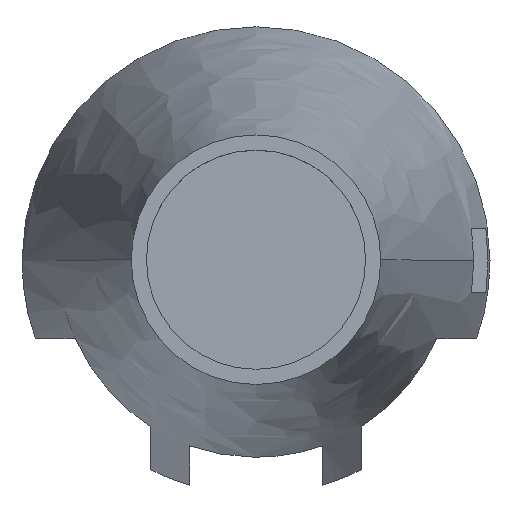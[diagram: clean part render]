
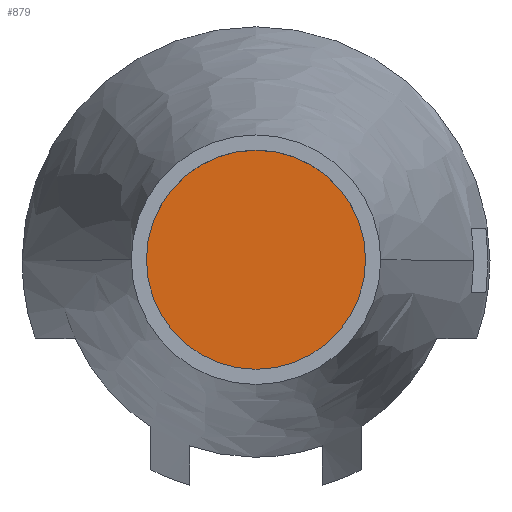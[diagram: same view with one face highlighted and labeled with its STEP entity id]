
A CAD part, top view. The second image highlights one B-rep face of the part: STEP entity #879.
In plain terms, the highlighted planar face has unit normal (0, 0, 1).
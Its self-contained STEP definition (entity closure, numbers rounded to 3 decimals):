
#109 = EDGE_CURVE ( 'NONE', #651, #793, #616, .T. ) ;
#143 = CIRCLE ( 'NONE', #1126, 14.05 ) ;
#169 = CARTESIAN_POINT ( 'NONE',  ( 0., 24.343, 31.401 ) ) ;
#172 = DIRECTION ( 'NONE',  ( 0., 0., 1. ) ) ;
#226 = ORIENTED_EDGE ( 'NONE', *, *, #109, .T. ) ;
#261 = FACE_OUTER_BOUND ( 'NONE', #742, .T. ) ;
#333 = AXIS2_PLACEMENT_3D ( 'NONE', #749, #832, #340 ) ;
#340 = DIRECTION ( 'NONE',  ( 0., -1., 0. ) ) ;
#355 = CARTESIAN_POINT ( 'NONE',  ( 0., 38.393, 31.401 ) ) ;
#368 = PLANE ( 'NONE',  #519 ) ;
#467 = DIRECTION ( 'NONE',  ( 0., 0., 1. ) ) ;
#485 = CARTESIAN_POINT ( 'NONE',  ( 0., 52.443, 31.401 ) ) ;
#519 = AXIS2_PLACEMENT_3D ( 'NONE', #541, #467, #955 ) ;
#541 = CARTESIAN_POINT ( 'NONE',  ( 0., 38.393, 31.401 ) ) ;
#616 = CIRCLE ( 'NONE', #333, 14.05 ) ;
#651 = VERTEX_POINT ( 'NONE', #485 ) ;
#742 = EDGE_LOOP ( 'NONE', ( #1183, #226 ) ) ;
#749 = CARTESIAN_POINT ( 'NONE',  ( 0., 38.393, 31.401 ) ) ;
#763 = DIRECTION ( 'NONE',  ( 0., -1., 0. ) ) ;
#793 = VERTEX_POINT ( 'NONE', #169 ) ;
#832 = DIRECTION ( 'NONE',  ( 0., 0., 1. ) ) ;
#879 = ADVANCED_FACE ( 'NONE', ( #261 ), #368, .T. ) ;
#955 = DIRECTION ( 'NONE',  ( 0., -1., 0. ) ) ;
#1117 = EDGE_CURVE ( 'NONE', #793, #651, #143, .T. ) ;
#1126 = AXIS2_PLACEMENT_3D ( 'NONE', #355, #172, #763 ) ;
#1183 = ORIENTED_EDGE ( 'NONE', *, *, #1117, .T. ) ;
